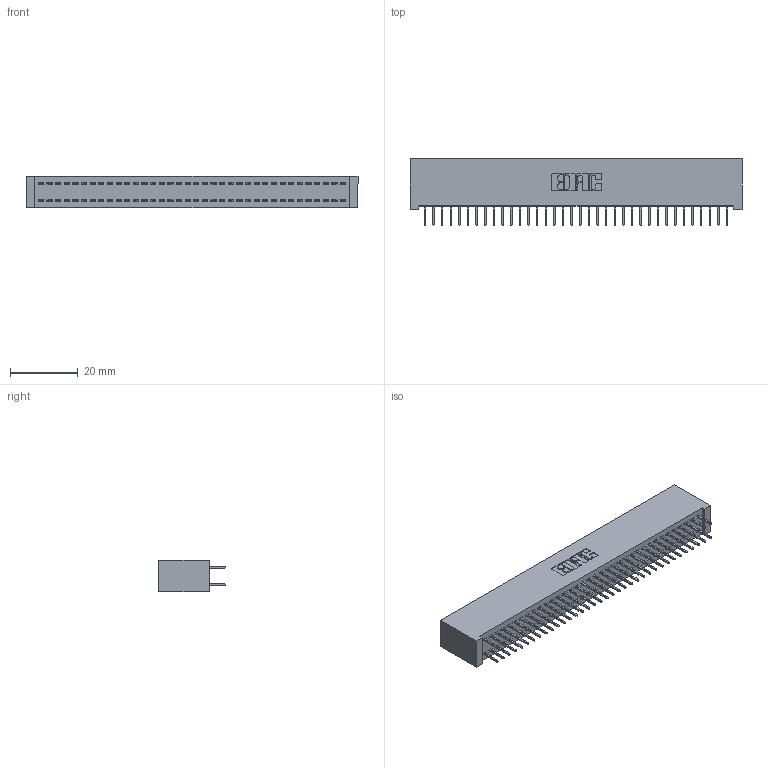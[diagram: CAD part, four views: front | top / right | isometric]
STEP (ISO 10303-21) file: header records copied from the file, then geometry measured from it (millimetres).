
FILE_DESCRIPTION (( 'STEP AP203' ), '1' );
FILE_NAME ('342-072-524-201.STEP', '2018-08-13T10:07:49', ( '' ), ( '' ), 'SwSTEP 2.0', 'SolidWorks 2016', '' );
FILE_SCHEMA (( 'CONFIG_CONTROL_DESIGN' ));
Length unit declared in the file: inch
Products named in the file (3): 342 Part_Lugless; 345-292-001_345-293-124; 342-072-524-201
Assembly tree (73 placements, depth 2):
  342-072-524-201
    342 Part_Lugless
    345-292-001_345-293-124  x72
Bounding box: 97.69 x 19.69 x 9.4 mm (x, y, z)
Volume: 9079.4 mm3; surface area: 14794 mm2
Topology: 73 solids, 73 shells, 4134 faces, 11723 edges, 7526 vertices
Faces by surface type: plane 3086, cylinder 1048
Entity records: 23601 total; most frequent: CARTESIAN_POINT 3914, ORIENTED_EDGE 3850, DIRECTION 3349, EDGE_CURVE 1925, LINE 1809, VECTOR 1809, VERTEX_POINT 1278, AXIS2_PLACEMENT_3D 770
